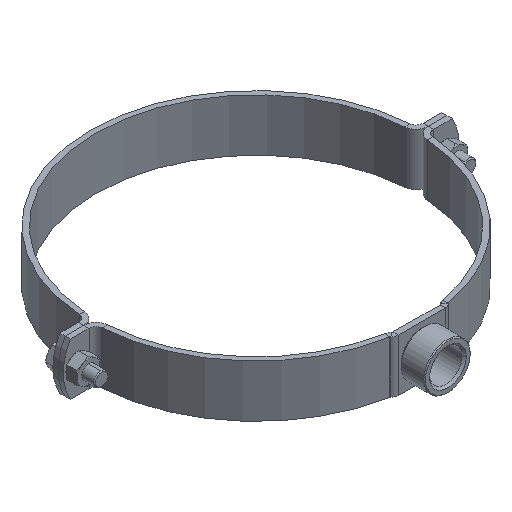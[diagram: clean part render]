
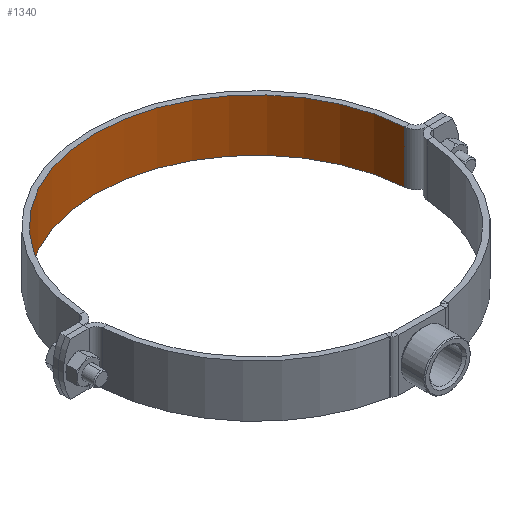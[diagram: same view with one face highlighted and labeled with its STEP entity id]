
A CAD part, isometric view. The second image highlights one B-rep face of the part: STEP entity #1340.
In plain terms, the highlighted cylindrical face has radius 92 mm (diameter 184 mm), a partial arc.
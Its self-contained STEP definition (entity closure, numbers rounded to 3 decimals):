
#84 = LINE ( 'NONE', #1634, #737 ) ;
#202 = DIRECTION ( 'NONE',  ( 0., 0., 1. ) ) ;
#357 = CARTESIAN_POINT ( 'NONE',  ( 0., 0., 15. ) ) ;
#737 = VECTOR ( 'NONE', #3175, 1000. ) ;
#776 = ORIENTED_EDGE ( 'NONE', *, *, #4988, .F. ) ;
#848 = CARTESIAN_POINT ( 'NONE',  ( -91.77, -6.505, -15. ) ) ;
#1034 = AXIS2_PLACEMENT_3D ( 'NONE', #357, #1913, #3451 ) ;
#1038 = AXIS2_PLACEMENT_3D ( 'NONE', #1544, #3093, #4634 ) ;
#1110 = VERTEX_POINT ( 'NONE', #1332 ) ;
#1296 = CIRCLE ( 'NONE', #4772, 92. ) ;
#1332 = CARTESIAN_POINT ( 'NONE',  ( 91.77, -6.505, -15. ) ) ;
#1340 = ADVANCED_FACE ( 'NONE', ( #2294 ), #3828, .F. ) ;
#1454 = EDGE_LOOP ( 'NONE', ( #776, #4467, #3546, #4015 ) ) ;
#1510 = VERTEX_POINT ( 'NONE', #4327 ) ;
#1544 = CARTESIAN_POINT ( 'NONE',  ( 0., 0., 15. ) ) ;
#1634 = CARTESIAN_POINT ( 'NONE',  ( -91.77, -6.505, 15. ) ) ;
#1751 = DIRECTION ( 'NONE',  ( 1., 0., 0. ) ) ;
#1784 = EDGE_CURVE ( 'NONE', #4552, #1110, #1928, .T. ) ;
#1806 = EDGE_CURVE ( 'NONE', #1510, #4552, #3219, .T. ) ;
#1907 = VERTEX_POINT ( 'NONE', #848 ) ;
#1913 = DIRECTION ( 'NONE',  ( 0., 0., -1. ) ) ;
#1928 = LINE ( 'NONE', #3462, #2575 ) ;
#2294 = FACE_OUTER_BOUND ( 'NONE', #1454, .T. ) ;
#2575 = VECTOR ( 'NONE', #3085, 1000. ) ;
#2956 = EDGE_CURVE ( 'NONE', #1510, #1907, #84, .T. ) ;
#3085 = DIRECTION ( 'NONE',  ( 0., 0., -1. ) ) ;
#3093 = DIRECTION ( 'NONE',  ( 0., 0., 1. ) ) ;
#3175 = DIRECTION ( 'NONE',  ( 0., 0., -1. ) ) ;
#3219 = CIRCLE ( 'NONE', #1038, 92. ) ;
#3451 = DIRECTION ( 'NONE',  ( -1., 0., 0. ) ) ;
#3462 = CARTESIAN_POINT ( 'NONE',  ( 91.77, -6.505, 15. ) ) ;
#3546 = ORIENTED_EDGE ( 'NONE', *, *, #1806, .T. ) ;
#3676 = CARTESIAN_POINT ( 'NONE',  ( 0., 0., -15. ) ) ;
#3828 = CYLINDRICAL_SURFACE ( 'NONE', #1034, 92. ) ;
#4015 = ORIENTED_EDGE ( 'NONE', *, *, #1784, .T. ) ;
#4327 = CARTESIAN_POINT ( 'NONE',  ( -91.77, -6.505, 15. ) ) ;
#4467 = ORIENTED_EDGE ( 'NONE', *, *, #2956, .F. ) ;
#4552 = VERTEX_POINT ( 'NONE', #4893 ) ;
#4634 = DIRECTION ( 'NONE',  ( 1., 0., 0. ) ) ;
#4772 = AXIS2_PLACEMENT_3D ( 'NONE', #3676, #202, #1751 ) ;
#4893 = CARTESIAN_POINT ( 'NONE',  ( 91.77, -6.505, 15. ) ) ;
#4988 = EDGE_CURVE ( 'NONE', #1907, #1110, #1296, .T. ) ;
